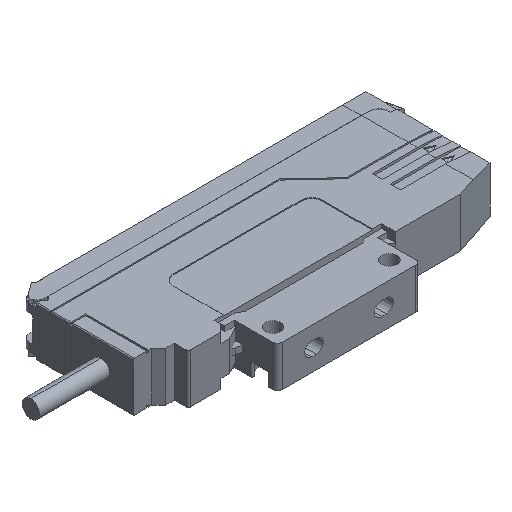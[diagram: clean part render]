
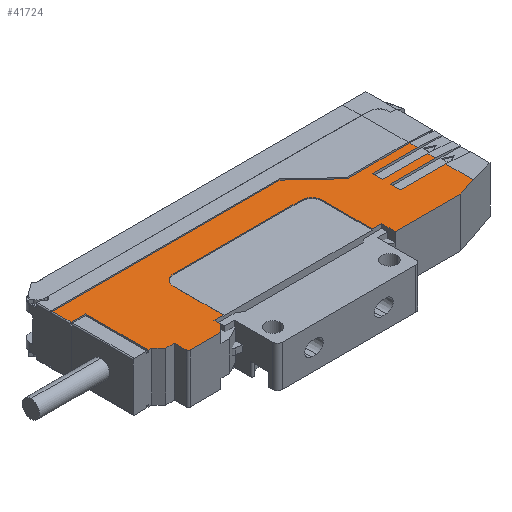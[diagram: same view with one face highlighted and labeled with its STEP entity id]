
A CAD part, isometric view. The second image highlights one B-rep face of the part: STEP entity #41724.
In plain terms, the highlighted planar face has unit normal (0, 0, 1).
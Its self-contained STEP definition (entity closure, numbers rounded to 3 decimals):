
#12276=DIRECTION('',(0.,-1.,0.));
#12277=VECTOR('',#12276,4.);
#12278=CARTESIAN_POINT('',(0.2,17.5,10.6));
#12279=LINE('',#12278,#12277);
#12280=DIRECTION('',(1.,0.,0.));
#12281=VECTOR('',#12280,48.882);
#12282=CARTESIAN_POINT('',(0.2,17.5,10.6));
#12283=LINE('',#12282,#12281);
#12284=DIRECTION('',(0.731,-0.682,0.));
#12285=VECTOR('',#12284,10.259);
#12286=CARTESIAN_POINT('',(49.082,17.5,10.6));
#12287=LINE('',#12286,#12285);
#12288=DIRECTION('',(-1.,0.,0.));
#12289=VECTOR('',#12288,13.318);
#12290=CARTESIAN_POINT('',(69.9,10.5,10.6));
#12291=LINE('',#12290,#12289);
#12292=DIRECTION('',(0.,1.,0.));
#12293=VECTOR('',#12292,1.7);
#12294=CARTESIAN_POINT('',(69.9,8.8,10.6));
#12295=LINE('',#12294,#12293);
#12296=DIRECTION('',(-1.,0.,0.));
#12297=VECTOR('',#12296,9.7);
#12298=CARTESIAN_POINT('',(69.9,8.8,10.6));
#12299=LINE('',#12298,#12297);
#12300=DIRECTION('',(0.,-1.,0.));
#12301=VECTOR('',#12300,2.2);
#12302=CARTESIAN_POINT('',(60.2,8.8,10.6));
#12303=LINE('',#12302,#12301);
#12304=DIRECTION('',(-1.,0.,0.));
#12305=VECTOR('',#12304,9.7);
#12306=CARTESIAN_POINT('',(69.9,6.6,10.6));
#12307=LINE('',#12306,#12305);
#12308=DIRECTION('',(0.,1.,0.));
#12309=VECTOR('',#12308,1.7);
#12310=CARTESIAN_POINT('',(69.9,4.9,10.6));
#12311=LINE('',#12310,#12309);
#12312=DIRECTION('',(-1.,0.,0.));
#12313=VECTOR('',#12312,9.7);
#12314=CARTESIAN_POINT('',(69.9,4.9,10.6));
#12315=LINE('',#12314,#12313);
#12316=DIRECTION('',(0.,-1.,0.));
#12317=VECTOR('',#12316,2.2);
#12318=CARTESIAN_POINT('',(60.2,4.9,10.6));
#12319=LINE('',#12318,#12317);
#12320=DIRECTION('',(-1.,0.,0.));
#12321=VECTOR('',#12320,9.7);
#12322=CARTESIAN_POINT('',(69.9,2.7,10.6));
#12323=LINE('',#12322,#12321);
#12324=DIRECTION('',(0.,1.,0.));
#12325=VECTOR('',#12324,5.91);
#12326=CARTESIAN_POINT('',(69.9,-3.21,10.6));
#12327=LINE('',#12326,#12325);
#12328=DIRECTION('',(0.952,0.307,0.));
#12329=VECTOR('',#12328,4.203);
#12330=CARTESIAN_POINT('',(65.9,-4.5,10.6));
#12331=LINE('',#12330,#12329);
#12332=DIRECTION('',(1.,0.,0.));
#12333=VECTOR('',#12332,14.);
#12334=CARTESIAN_POINT('',(51.9,-4.5,10.6));
#12335=LINE('',#12334,#12333);
#12336=DIRECTION('',(0.,-1.,0.));
#12337=VECTOR('',#12336,3.);
#12338=CARTESIAN_POINT('',(51.9,-1.5,10.6));
#12339=LINE('',#12338,#12337);
#12340=DIRECTION('',(1.,0.,0.));
#12341=VECTOR('',#12340,2.);
#12342=CARTESIAN_POINT('',(49.9,-1.5,10.6));
#12343=LINE('',#12342,#12341);
#12344=DIRECTION('',(0.,1.,0.));
#12345=VECTOR('',#12344,10.7);
#12346=CARTESIAN_POINT('',(49.9,-1.5,10.6));
#12347=LINE('',#12346,#12345);
#12348=CARTESIAN_POINT('',(47.6,9.2,10.6));
#12349=DIRECTION('',(0.,0.,1.));
#12350=DIRECTION('',(1.,0.,0.));
#12351=AXIS2_PLACEMENT_3D('',#12348,#12349,#12350);
#12353=DIRECTION('',(-1.,0.,0.));
#12354=VECTOR('',#12353,27.4);
#12355=CARTESIAN_POINT('',(47.6,11.5,10.6));
#12356=LINE('',#12355,#12354);
#12357=CARTESIAN_POINT('',(20.2,9.2,10.6));
#12358=DIRECTION('',(0.,0.,1.));
#12359=DIRECTION('',(0.,1.,0.));
#12360=AXIS2_PLACEMENT_3D('',#12357,#12358,#12359);
#12362=DIRECTION('',(0.,-1.,0.));
#12363=VECTOR('',#12362,10.7);
#12364=CARTESIAN_POINT('',(17.9,9.2,10.6));
#12365=LINE('',#12364,#12363);
#12366=DIRECTION('',(1.,0.,0.));
#12367=VECTOR('',#12366,2.);
#12368=CARTESIAN_POINT('',(15.9,-1.5,10.6));
#12369=LINE('',#12368,#12367);
#12370=DIRECTION('',(0.,1.,0.));
#12371=VECTOR('',#12370,1.5);
#12372=CARTESIAN_POINT('',(15.9,-3.,10.6));
#12373=LINE('',#12372,#12371);
#12374=DIRECTION('',(0.707,0.707,0.));
#12375=VECTOR('',#12374,2.121);
#12376=CARTESIAN_POINT('',(14.4,-4.5,10.6));
#12377=LINE('',#12376,#12375);
#12378=DIRECTION('',(1.,0.,0.));
#12379=VECTOR('',#12378,6.5);
#12380=CARTESIAN_POINT('',(7.9,-4.5,10.6));
#12381=LINE('',#12380,#12379);
#12382=CARTESIAN_POINT('',(7.9,-4.,10.6));
#12383=DIRECTION('',(0.,0.,1.));
#12384=DIRECTION('',(-1.,0.,0.));
#12385=AXIS2_PLACEMENT_3D('',#12382,#12383,#12384);
#12387=DIRECTION('',(0.,-1.,0.));
#12388=VECTOR('',#12387,2.5);
#12389=CARTESIAN_POINT('',(7.4,-1.5,10.6));
#12390=LINE('',#12389,#12388);
#12391=DIRECTION('',(1.,0.,0.));
#12392=VECTOR('',#12391,1.9);
#12393=CARTESIAN_POINT('',(5.5,-1.5,10.6));
#12394=LINE('',#12393,#12392);
#12395=DIRECTION('',(0.707,-0.707,0.));
#12396=VECTOR('',#12395,2.121);
#12397=CARTESIAN_POINT('',(4.,0.,10.6));
#12398=LINE('',#12397,#12396);
#12399=DIRECTION('',(1.,0.,0.));
#12400=VECTOR('',#12399,0.7);
#12401=CARTESIAN_POINT('',(3.3,0.,10.6));
#12402=LINE('',#12401,#12400);
#12403=DIRECTION('',(0.,1.,0.));
#12404=VECTOR('',#12403,13.5);
#12405=CARTESIAN_POINT('',(3.3,0.,10.6));
#12406=LINE('',#12405,#12404);
#12407=DIRECTION('',(1.,0.,0.));
#12408=VECTOR('',#12407,3.1);
#12409=CARTESIAN_POINT('',(0.2,13.5,10.6));
#12410=LINE('',#12409,#12408);
#21953=CARTESIAN_POINT('',(4.,0.,10.6));
#21954=CARTESIAN_POINT('',(5.5,-1.5,10.6));
#21955=VERTEX_POINT('',#21953);
#21956=VERTEX_POINT('',#21954);
#21957=CARTESIAN_POINT('',(7.4,-1.5,10.6));
#21958=VERTEX_POINT('',#21957);
#21959=CARTESIAN_POINT('',(14.4,-4.5,10.6));
#21960=CARTESIAN_POINT('',(15.9,-3.,10.6));
#21961=VERTEX_POINT('',#21959);
#21962=VERTEX_POINT('',#21960);
#21963=CARTESIAN_POINT('',(15.9,-1.5,10.6));
#21964=VERTEX_POINT('',#21963);
#21965=CARTESIAN_POINT('',(51.9,-1.5,10.6));
#21966=CARTESIAN_POINT('',(51.9,-4.5,10.6));
#21967=VERTEX_POINT('',#21965);
#21968=VERTEX_POINT('',#21966);
#21969=CARTESIAN_POINT('',(65.9,-4.5,10.6));
#21970=VERTEX_POINT('',#21969);
#21972=CARTESIAN_POINT('',(69.9,-3.21,10.6));
#21974=VERTEX_POINT('',#21972);
#22001=CARTESIAN_POINT('',(7.4,-4.,10.6));
#22002=VERTEX_POINT('',#22001);
#22003=CARTESIAN_POINT('',(7.9,-4.5,10.6));
#22004=VERTEX_POINT('',#22003);
#23041=CARTESIAN_POINT('',(49.9,-1.5,10.6));
#23042=CARTESIAN_POINT('',(49.9,9.2,10.6));
#23043=VERTEX_POINT('',#23041);
#23044=VERTEX_POINT('',#23042);
#23045=CARTESIAN_POINT('',(47.6,11.5,10.6));
#23046=VERTEX_POINT('',#23045);
#23047=CARTESIAN_POINT('',(20.2,11.5,10.6));
#23048=VERTEX_POINT('',#23047);
#23049=CARTESIAN_POINT('',(17.9,9.2,10.6));
#23050=VERTEX_POINT('',#23049);
#23051=CARTESIAN_POINT('',(17.9,-1.5,10.6));
#23052=VERTEX_POINT('',#23051);
#23081=CARTESIAN_POINT('',(49.082,17.5,10.6));
#23082=CARTESIAN_POINT('',(56.582,10.5,10.6));
#23083=VERTEX_POINT('',#23081);
#23084=VERTEX_POINT('',#23082);
#23085=CARTESIAN_POINT('',(69.9,10.5,10.6));
#23086=VERTEX_POINT('',#23085);
#23197=CARTESIAN_POINT('',(3.3,0.,10.6));
#23198=CARTESIAN_POINT('',(3.3,13.5,10.6));
#23199=VERTEX_POINT('',#23197);
#23200=VERTEX_POINT('',#23198);
#23669=CARTESIAN_POINT('',(60.2,8.8,10.6));
#23670=CARTESIAN_POINT('',(60.2,6.6,10.6));
#23671=VERTEX_POINT('',#23669);
#23672=VERTEX_POINT('',#23670);
#23673=CARTESIAN_POINT('',(69.9,6.6,10.6));
#23674=VERTEX_POINT('',#23673);
#23675=CARTESIAN_POINT('',(69.9,8.8,10.6));
#23676=VERTEX_POINT('',#23675);
#23677=CARTESIAN_POINT('',(69.9,4.9,10.6));
#23678=CARTESIAN_POINT('',(60.2,4.9,10.6));
#23679=VERTEX_POINT('',#23677);
#23680=VERTEX_POINT('',#23678);
#23681=CARTESIAN_POINT('',(60.2,2.7,10.6));
#23682=VERTEX_POINT('',#23681);
#23683=CARTESIAN_POINT('',(69.9,2.7,10.6));
#23684=VERTEX_POINT('',#23683);
#27527=CARTESIAN_POINT('',(0.2,13.5,10.6));
#27529=VERTEX_POINT('',#27527);
#27533=CARTESIAN_POINT('',(0.2,17.5,10.6));
#27534=VERTEX_POINT('',#27533);
#41651=CARTESIAN_POINT('',(0.,0.,10.6));
#41652=DIRECTION('',(0.,0.,1.));
#41653=DIRECTION('',(1.,0.,0.));
#41654=AXIS2_PLACEMENT_3D('',#41651,#41652,#41653);
#41655=PLANE('',#41654);
#41657=ORIENTED_EDGE('',*,*,#41656,.F.);
#41659=ORIENTED_EDGE('',*,*,#41658,.T.);
#41661=ORIENTED_EDGE('',*,*,#41660,.T.);
#41663=ORIENTED_EDGE('',*,*,#41662,.F.);
#41665=ORIENTED_EDGE('',*,*,#41664,.F.);
#41667=ORIENTED_EDGE('',*,*,#41666,.T.);
#41669=ORIENTED_EDGE('',*,*,#41668,.T.);
#41671=ORIENTED_EDGE('',*,*,#41670,.F.);
#41673=ORIENTED_EDGE('',*,*,#41672,.F.);
#41675=ORIENTED_EDGE('',*,*,#41674,.T.);
#41677=ORIENTED_EDGE('',*,*,#41676,.T.);
#41679=ORIENTED_EDGE('',*,*,#41678,.F.);
#41681=ORIENTED_EDGE('',*,*,#41680,.F.);
#41683=ORIENTED_EDGE('',*,*,#41682,.F.);
#41685=ORIENTED_EDGE('',*,*,#41684,.F.);
#41687=ORIENTED_EDGE('',*,*,#41686,.F.);
#41689=ORIENTED_EDGE('',*,*,#41688,.F.);
#41691=ORIENTED_EDGE('',*,*,#41690,.T.);
#41693=ORIENTED_EDGE('',*,*,#41692,.T.);
#41695=ORIENTED_EDGE('',*,*,#41694,.T.);
#41697=ORIENTED_EDGE('',*,*,#41696,.T.);
#41699=ORIENTED_EDGE('',*,*,#41698,.T.);
#41701=ORIENTED_EDGE('',*,*,#41700,.F.);
#41703=ORIENTED_EDGE('',*,*,#41702,.F.);
#41705=ORIENTED_EDGE('',*,*,#41704,.F.);
#41707=ORIENTED_EDGE('',*,*,#41706,.F.);
#41709=ORIENTED_EDGE('',*,*,#41708,.F.);
#41711=ORIENTED_EDGE('',*,*,#41710,.F.);
#41713=ORIENTED_EDGE('',*,*,#41712,.F.);
#41715=ORIENTED_EDGE('',*,*,#41714,.F.);
#41717=ORIENTED_EDGE('',*,*,#41716,.F.);
#41719=ORIENTED_EDGE('',*,*,#41718,.T.);
#41721=ORIENTED_EDGE('',*,*,#41720,.F.);
#41722=EDGE_LOOP('',(#41657,#41659,#41661,#41663,#41665,#41667,#41669,#41671,
#41673,#41675,#41677,#41679,#41681,#41683,#41685,#41687,#41689,#41691,#41693,
#41695,#41697,#41699,#41701,#41703,#41705,#41707,#41709,#41711,#41713,#41715,
#41717,#41719,#41721));
#41723=FACE_OUTER_BOUND('',#41722,.F.);
#41724=ADVANCED_FACE('',(#41723),#41655,.T.);
#12352=CIRCLE('',#12351,2.3);
#12361=CIRCLE('',#12360,2.3);
#12386=CIRCLE('',#12385,0.5);
#41656=EDGE_CURVE('',#27534,#27529,#12279,.T.);
#41658=EDGE_CURVE('',#27534,#23083,#12283,.T.);
#41660=EDGE_CURVE('',#23083,#23084,#12287,.T.);
#41662=EDGE_CURVE('',#23086,#23084,#12291,.T.);
#41664=EDGE_CURVE('',#23676,#23086,#12295,.T.);
#41666=EDGE_CURVE('',#23676,#23671,#12299,.T.);
#41668=EDGE_CURVE('',#23671,#23672,#12303,.T.);
#41670=EDGE_CURVE('',#23674,#23672,#12307,.T.);
#41672=EDGE_CURVE('',#23679,#23674,#12311,.T.);
#41674=EDGE_CURVE('',#23679,#23680,#12315,.T.);
#41676=EDGE_CURVE('',#23680,#23682,#12319,.T.);
#41678=EDGE_CURVE('',#23684,#23682,#12323,.T.);
#41680=EDGE_CURVE('',#21974,#23684,#12327,.T.);
#41682=EDGE_CURVE('',#21970,#21974,#12331,.T.);
#41684=EDGE_CURVE('',#21968,#21970,#12335,.T.);
#41686=EDGE_CURVE('',#21967,#21968,#12339,.T.);
#41688=EDGE_CURVE('',#23043,#21967,#12343,.T.);
#41690=EDGE_CURVE('',#23043,#23044,#12347,.T.);
#41692=EDGE_CURVE('',#23044,#23046,#12352,.T.);
#41694=EDGE_CURVE('',#23046,#23048,#12356,.T.);
#41696=EDGE_CURVE('',#23048,#23050,#12361,.T.);
#41698=EDGE_CURVE('',#23050,#23052,#12365,.T.);
#41700=EDGE_CURVE('',#21964,#23052,#12369,.T.);
#41702=EDGE_CURVE('',#21962,#21964,#12373,.T.);
#41704=EDGE_CURVE('',#21961,#21962,#12377,.T.);
#41706=EDGE_CURVE('',#22004,#21961,#12381,.T.);
#41708=EDGE_CURVE('',#22002,#22004,#12386,.T.);
#41710=EDGE_CURVE('',#21958,#22002,#12390,.T.);
#41712=EDGE_CURVE('',#21956,#21958,#12394,.T.);
#41714=EDGE_CURVE('',#21955,#21956,#12398,.T.);
#41716=EDGE_CURVE('',#23199,#21955,#12402,.T.);
#41718=EDGE_CURVE('',#23199,#23200,#12406,.T.);
#41720=EDGE_CURVE('',#27529,#23200,#12410,.T.);
